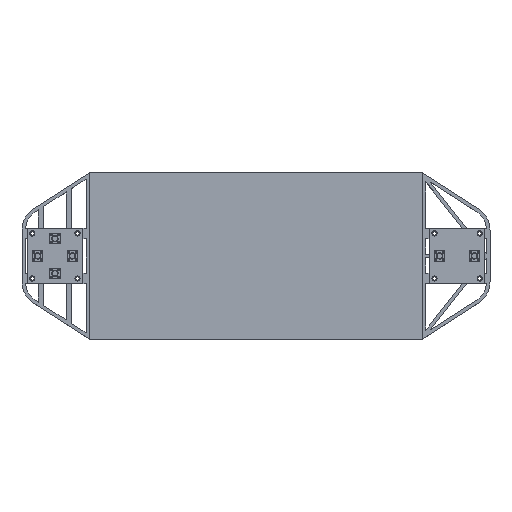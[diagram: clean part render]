
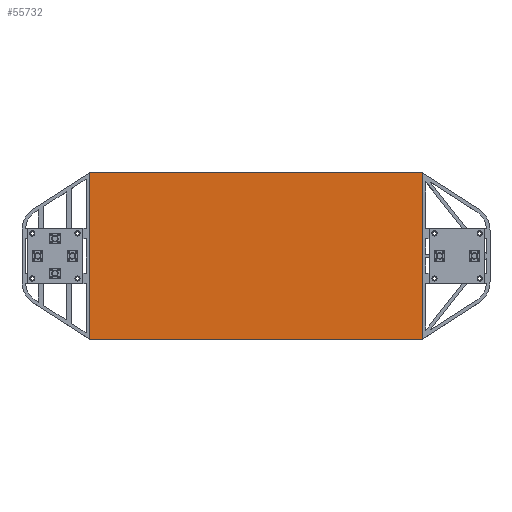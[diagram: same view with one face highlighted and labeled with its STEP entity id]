
A CAD part, top view. The second image highlights one B-rep face of the part: STEP entity #55732.
In plain terms, the highlighted face is planar.
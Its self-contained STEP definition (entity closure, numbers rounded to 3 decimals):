
#5736=FACE_OUTER_BOUND('',#9110,.T.);
#9110=EDGE_LOOP('',(#37441,#37442,#37443,#37444));
#12814=LINE('',#82359,#18465);
#12817=LINE('',#82365,#18468);
#12819=LINE('',#82369,#18470);
#12820=LINE('',#82370,#18471);
#18465=VECTOR('',#65454,10.);
#18468=VECTOR('',#65459,10.);
#18470=VECTOR('',#65463,10.);
#18471=VECTOR('',#65464,10.);
#24108=VERTEX_POINT('',#82356);
#24109=VERTEX_POINT('',#82358);
#24111=VERTEX_POINT('',#82364);
#24112=VERTEX_POINT('',#82368);
#29274=EDGE_CURVE('',#24109,#24108,#12814,.T.);
#29277=EDGE_CURVE('',#24111,#24109,#12817,.T.);
#29279=EDGE_CURVE('',#24108,#24112,#12819,.T.);
#29280=EDGE_CURVE('',#24112,#24111,#12820,.T.);
#37441=ORIENTED_EDGE('',*,*,#29274,.T.);
#37442=ORIENTED_EDGE('',*,*,#29279,.T.);
#37443=ORIENTED_EDGE('',*,*,#29280,.T.);
#37444=ORIENTED_EDGE('',*,*,#29277,.T.);
#53706=PLANE('',#59794);
#55732=ADVANCED_FACE('',(#5736),#53706,.T.);
#59794=AXIS2_PLACEMENT_3D('',#82367,#65461,#65462);
#65454=DIRECTION('',(1.,0.,0.));
#65459=DIRECTION('',(0.,0.,-1.));
#65461=DIRECTION('center_axis',(0.,-1.,0.));
#65462=DIRECTION('ref_axis',(-1.,0.,0.));
#65463=DIRECTION('',(0.,0.,1.));
#65464=DIRECTION('',(-1.,0.,0.));
#82356=CARTESIAN_POINT('',(96.,0.,-48.));
#82358=CARTESIAN_POINT('',(-96.,0.,-48.));
#82359=CARTESIAN_POINT('',(-96.,0.,-48.));
#82364=CARTESIAN_POINT('',(-96.,0.,48.));
#82365=CARTESIAN_POINT('',(-96.,0.,48.));
#82367=CARTESIAN_POINT('Origin',(0.,0.,0.));
#82368=CARTESIAN_POINT('',(96.,0.,48.));
#82369=CARTESIAN_POINT('',(96.,0.,-48.));
#82370=CARTESIAN_POINT('',(96.,0.,48.));
